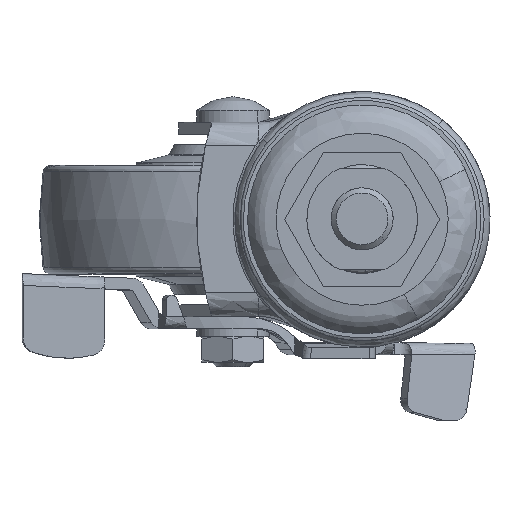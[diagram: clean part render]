
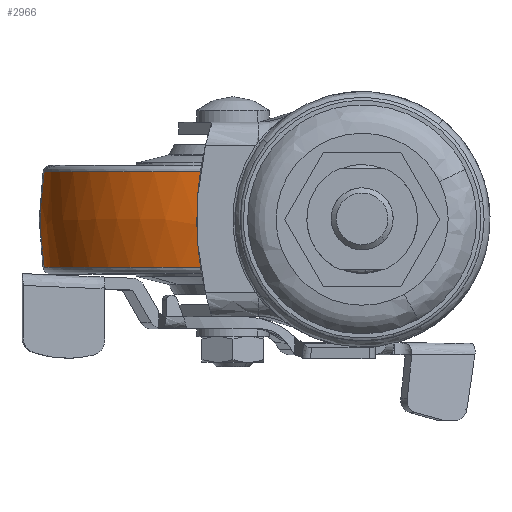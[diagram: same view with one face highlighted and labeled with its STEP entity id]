
A CAD part, top view. The second image highlights one B-rep face of the part: STEP entity #2966.
In plain terms, the highlighted free-form (B-spline) face has degree [2, 2] with [5, 5] control points.
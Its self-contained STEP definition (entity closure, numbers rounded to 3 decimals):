
#2047=CARTESIAN_POINT('',(-61.296,9.231,-51.518));
#2048=VERTEX_POINT('',#2047);
#2059=CARTESIAN_POINT('',(-25.0,9.231,-20.715));
#2060=VERTEX_POINT('',#2059);
#2061=CARTESIAN_POINT('',(-25.0,9.231,-20.715));
#2062=CARTESIAN_POINT('',(-27.562,9.231,-20.714));
#2063=CARTESIAN_POINT('',(-31.134,9.231,-21.089));
#2064=CARTESIAN_POINT('',(-36.299,9.231,-22.409));
#2065=CARTESIAN_POINT('',(-41.227,9.231,-24.28));
#2066=CARTESIAN_POINT('',(-46.529,9.231,-27.429));
#2067=CARTESIAN_POINT('',(-51.687,9.231,-31.905));
#2068=CARTESIAN_POINT('',(-55.436,9.231,-36.54));
#2069=CARTESIAN_POINT('',(-58.032,9.231,-41.126));
#2070=CARTESIAN_POINT('',(-60.029,9.231,-45.851));
#2071=CARTESIAN_POINT('',(-60.923,9.231,-49.256));
#2072=CARTESIAN_POINT('',(-61.296,9.231,-51.518));
#2073=B_SPLINE_CURVE_WITH_KNOTS('',3,(#2061,#2062,#2063,#2064,#2065,#2066,#2067,#2068,#2069,#2070,#2071,#2072),.UNSPECIFIED.,.F.,.U.,(4,1,1,1,1,1,1,1,1,4),(0.,7.685,10.719,15.977,23.46,29.123,36.403,41.257,44.897,51.773),.UNSPECIFIED.);
#2074=EDGE_CURVE('',#2060,#2048,#2073,.T.);
#2167=CARTESIAN_POINT('',(-61.54,9.231,-53.253));
#2168=VERTEX_POINT('',#2167);
#2187=CARTESIAN_POINT('',(-61.296,9.231,-51.518));
#2188=CARTESIAN_POINT('',(-61.391,9.231,-52.094));
#2189=CARTESIAN_POINT('',(-61.472,9.231,-52.673));
#2190=CARTESIAN_POINT('',(-61.54,9.231,-53.253));
#2191=B_SPLINE_CURVE_WITH_KNOTS('',3,(#2187,#2188,#2189,#2190),.UNSPECIFIED.,.F.,.U.,(4,4),(0.,1.753),.UNSPECIFIED.);
#2192=EDGE_CURVE('',#2048,#2168,#2191,.T.);
#2405=CARTESIAN_POINT('',(-25.0,-9.231,-20.715));
#2406=VERTEX_POINT('',#2405);
#2423=CARTESIAN_POINT('',(-61.54,-9.231,-53.253));
#2424=VERTEX_POINT('',#2423);
#2425=CARTESIAN_POINT('',(-25.0,-9.231,-20.715));
#2426=CARTESIAN_POINT('',(-26.603,-9.231,-20.715));
#2427=CARTESIAN_POINT('',(-30.157,-9.231,-20.947));
#2428=CARTESIAN_POINT('',(-36.106,-9.231,-22.217));
#2429=CARTESIAN_POINT('',(-41.868,-9.231,-24.6));
#2430=CARTESIAN_POINT('',(-47.354,-9.231,-28.082));
#2431=CARTESIAN_POINT('',(-51.588,-9.231,-31.852));
#2432=CARTESIAN_POINT('',(-55.65,-9.231,-36.833));
#2433=CARTESIAN_POINT('',(-58.782,-9.231,-42.386));
#2434=CARTESIAN_POINT('',(-60.737,-9.231,-48.224));
#2435=CARTESIAN_POINT('',(-61.371,-9.231,-51.799));
#2436=CARTESIAN_POINT('',(-61.54,-9.231,-53.253));
#2437=B_SPLINE_CURVE_WITH_KNOTS('',3,(#2425,#2426,#2427,#2428,#2429,#2430,#2431,#2432,#2433,#2434,#2435,#2436),.UNSPECIFIED.,.F.,.U.,(4,1,1,1,1,1,1,1,1,4),(0.,4.809,10.663,18.19,23.418,30.108,35.126,42.654,49.135,53.526),.UNSPECIFIED.);
#2438=EDGE_CURVE('',#2406,#2424,#2437,.T.);
#2903=CARTESIAN_POINT('',(-25.0,-9.231,-20.715));
#2904=CARTESIAN_POINT('',(-25.,-6.56,-20.299));
#2905=CARTESIAN_POINT('',(-25.,-0.391,-19.761));
#2906=CARTESIAN_POINT('',(-25.,5.797,-20.18));
#2907=CARTESIAN_POINT('',(-25.0,9.231,-20.715));
#2908=B_SPLINE_CURVE_WITH_KNOTS('',3,(#2903,#2904,#2905,#2906,#2907),.UNSPECIFIED.,.F.,.U.,(4,1,4),(0.,8.109,18.535),.UNSPECIFIED.);
#2909=EDGE_CURVE('',#2406,#2060,#2908,.T.);
#2915=CARTESIAN_POINT('',(-61.54,-9.231,-53.253));
#2916=CARTESIAN_POINT('',(-62.071,-5.797,-53.191));
#2917=CARTESIAN_POINT('',(-62.486,0.391,-53.143));
#2918=CARTESIAN_POINT('',(-61.953,6.56,-53.205));
#2919=CARTESIAN_POINT('',(-61.54,9.231,-53.253));
#2920=B_SPLINE_CURVE_WITH_KNOTS('',3,(#2915,#2916,#2917,#2918,#2919),.UNSPECIFIED.,.F.,.U.,(4,1,4),(0.,10.426,18.535),.UNSPECIFIED.);
#2921=EDGE_CURVE('',#2424,#2168,#2920,.T.);
#2926=CARTESIAN_POINT('',(-24.762,-10.164,-20.867));
#2927=CARTESIAN_POINT('',(-24.757,-5.119,-20.));
#2928=CARTESIAN_POINT('',(-24.757,0.,-20.));
#2929=CARTESIAN_POINT('',(-24.757,5.119,-20.));
#2930=CARTESIAN_POINT('',(-24.762,10.164,-20.867));
#2931=CARTESIAN_POINT('',(-24.881,-10.164,-20.867));
#2932=CARTESIAN_POINT('',(-24.878,-5.119,-20.));
#2933=CARTESIAN_POINT('',(-24.878,0.,-20.));
#2934=CARTESIAN_POINT('',(-24.878,5.119,-20.));
#2935=CARTESIAN_POINT('',(-24.881,10.164,-20.867));
#2936=CARTESIAN_POINT('',(-57.621,-10.164,-20.867));
#2937=CARTESIAN_POINT('',(-58.393,-5.119,-20.));
#2938=CARTESIAN_POINT('',(-58.393,0.,-20.));
#2939=CARTESIAN_POINT('',(-58.393,5.119,-20.));
#2940=CARTESIAN_POINT('',(-57.621,10.164,-20.867));
#2941=CARTESIAN_POINT('',(-61.402,-10.164,-53.394));
#2942=CARTESIAN_POINT('',(-62.264,-5.119,-53.297));
#2943=CARTESIAN_POINT('',(-62.264,0.,-53.297));
#2944=CARTESIAN_POINT('',(-62.264,5.119,-53.297));
#2945=CARTESIAN_POINT('',(-61.402,10.164,-53.394));
#2946=CARTESIAN_POINT('',(-61.417,-10.164,-53.517));
#2947=CARTESIAN_POINT('',(-62.279,-5.119,-53.423));
#2948=CARTESIAN_POINT('',(-62.279,0.,-53.423));
#2949=CARTESIAN_POINT('',(-62.279,5.119,-53.423));
#2950=CARTESIAN_POINT('',(-61.417,10.164,-53.517));
#2958=(BOUNDED_SURFACE()B_SPLINE_SURFACE(2,2,((#2926,#2931,#2936,#2941,#2946),(#2927,#2932,#2937,#2942,#2947),(#2928,#2933,#2938,#2943,#2948),(#2929,#2934,#2939,#2944,#2949),(#2930,#2935,#2940,#2945,#2950)),.UNSPECIFIED.,.F.,.F.,.U.)B_SPLINE_SURFACE_WITH_KNOTS((3,2,3),(3,1,1,3),(0.0,10.429,20.858),(0.0,0.285,57.384,57.67),.UNSPECIFIED.)GEOMETRIC_REPRESENTATION_ITEM()RATIONAL_B_SPLINE_SURFACE(((0.959,0.958,0.699,0.917,0.918),(0.977,0.976,0.712,0.934,0.935),(1.003,1.001,0.731,0.958,0.959),(0.977,0.976,0.712,0.934,0.935),(0.959,0.958,0.699,0.917,0.918)))REPRESENTATION_ITEM('')SURFACE());
#2959=ORIENTED_EDGE('',*,*,#2074,.T.);
#2960=ORIENTED_EDGE('',*,*,#2192,.T.);
#2961=ORIENTED_EDGE('',*,*,#2921,.F.);
#2962=ORIENTED_EDGE('',*,*,#2438,.F.);
#2963=ORIENTED_EDGE('',*,*,#2909,.T.);
#2964=EDGE_LOOP('',(#2959,#2960,#2961,#2962,#2963));
#2965=FACE_OUTER_BOUND('',#2964,.T.);
#2966=ADVANCED_FACE('',(#2965),#2958,.T.);
